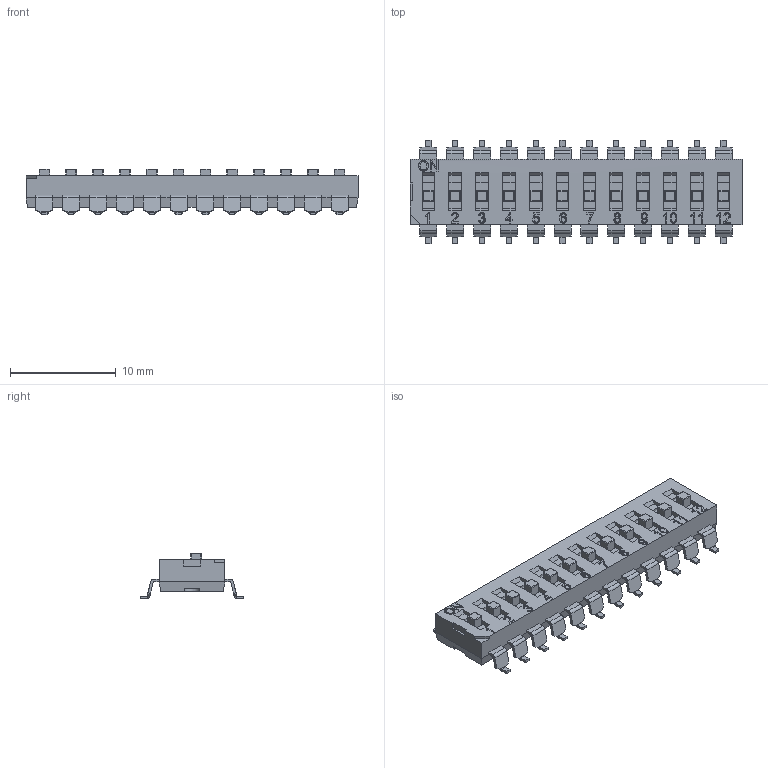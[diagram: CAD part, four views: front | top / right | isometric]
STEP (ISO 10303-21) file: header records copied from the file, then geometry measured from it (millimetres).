
FILE_DESCRIPTION(/* description */ (''),/* implementation_level */ '2;1');
FILE_NAME(/* name */ 'SMD DIP SWITCH 12P.step',/* time_stamp */ '2021-04-01T12:32:49+02:00',/* author */ (''),/* organization */ (''),/* preprocessor_version */ 'ST-DEVELOPER v18.1',/* originating_system */ 'Autodesk Translation Framework v9.10.0.1330',/* authorisation */ '');
FILE_SCHEMA (('AUTOMOTIVE_DESIGN { 1 0 10303 214 3 1 1 }'));
Products named in the file (1): SMD DIP SWITCH 12P
Bounding box: 31.42 x 9.8 x 4.32 mm (x, y, z)
Volume: 613 mm3; surface area: 1299.7 mm2
Topology: 37 solids, 37 shells, 2153 faces, 5800 edges, 3650 vertices
Faces by surface type: plane 1315, cylinder 650, bspline 92, torus 48, sphere 48
Full cylindrical faces by diameter (mm): 0.57 x12, 0.6 x36, 2.4 x1
Entity records: 70368 total; most frequent: CARTESIAN_POINT 15806, ORIENTED_EDGE 11600, DIRECTION 11047, EDGE_CURVE 5800, LINE 4213, VECTOR 4213, VERTEX_POINT 3650, AXIS2_PLACEMENT_3D 3417
